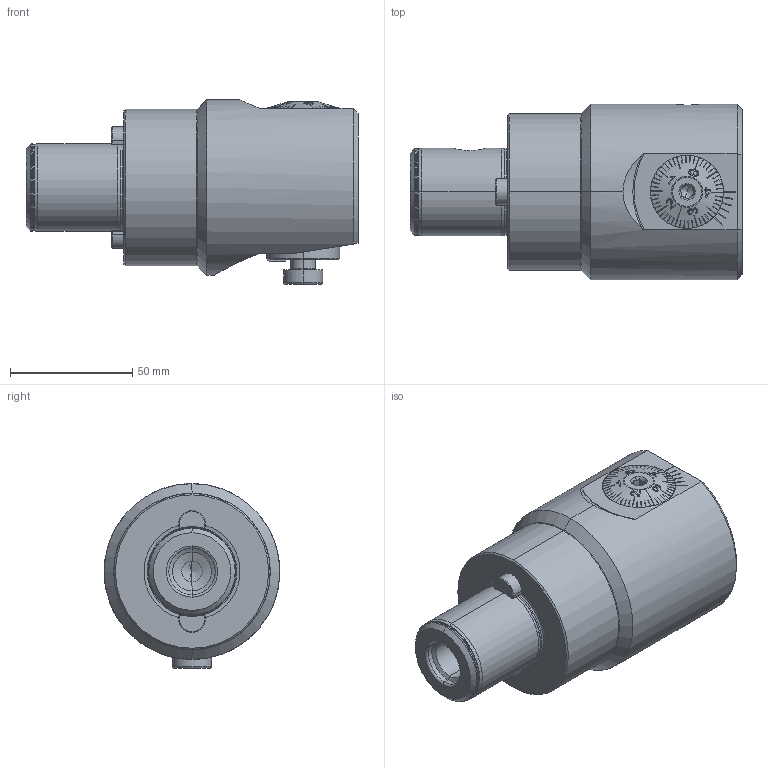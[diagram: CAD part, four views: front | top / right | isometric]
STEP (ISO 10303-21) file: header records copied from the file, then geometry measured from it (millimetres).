
FILE_DESCRIPTION (( 'STEP AP203' ), '1' );
FILE_NAME ('304.064.087.100.STEP', '2020-02-11T08:26:25', ( '' ), ( '' ), 'SwSTEP 2.0', 'SolidWorks 2017', '' );
FILE_SCHEMA (( 'CONFIG_CONTROL_DESIGN' ));
Length unit declared in the file: millimetre
Products named in the file (16): ST6-ER2.001.012_A; DIN 3771 - 25x1.5; WCB-ER2.001.009_A; ST6-F72.AA3.100_A; A55-BG2.012.006_B; F72-BG1.AA4.030; F55-BG1.012.012_A; 304.064.087.100; ISO 4026 - M10 x 16; A55-BG2.011.016_D; DIN 7984 - M10 x 16; Klebstoff D10; A55-BG3.011.033_A_gek〉zt; F72-BG1.DA3.030_A; A55-BG2.013.005_C; F72-BG2.014.020_B_mit Gewinde
Assembly tree (16 placements, depth 3):
  304.064.087.100
    ST6-F72.AA3.100_A
    F72-BG1.AA4.030
      F72-BG1.DA3.030_A
      F55-BG1.012.012_A
      A55-BG2.011.016_D
      A55-BG2.013.005_C
      DIN 3771 - 25x1.5
      A55-BG2.012.006_B
      F72-BG2.014.020_B_mit Gewinde
    A55-BG3.011.033_A_gek〉zt
    Klebstoff D10
    WCB-ER2.001.009_A
    DIN 7984 - M10 x 16
    ISO 4026 - M10 x 16
    ST6-ER2.001.012_A  x2
Bounding box: 136 x 72 x 75.66 mm (x, y, z)
Volume: 366192.2 mm3; surface area: 63033.7 mm2
Topology: 15 solids, 15 shells, 780 faces, 1982 edges, 1234 vertices
Faces by surface type: plane 304, cone 204, cylinder 164, torus 71, bspline 35, sphere 2
Entity records: 27953 total; most frequent: CARTESIAN_POINT 8662, ORIENTED_EDGE 3848, DIRECTION 3446, EDGE_CURVE 1924, AXIS2_PLACEMENT_3D 1356, VERTEX_POINT 1208, EDGE_LOOP 808, FACE_OUTER_BOUND 759
